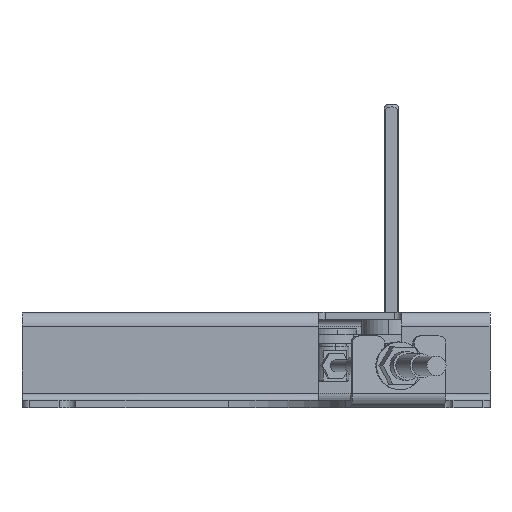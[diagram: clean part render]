
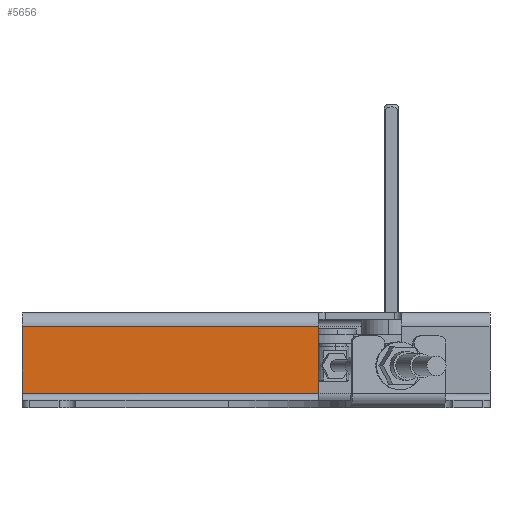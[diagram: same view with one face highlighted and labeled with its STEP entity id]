
A CAD part, front view. The second image highlights one B-rep face of the part: STEP entity #5656.
In plain terms, the highlighted planar face has unit normal (0, -1, 0).
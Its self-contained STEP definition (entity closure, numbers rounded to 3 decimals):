
#712=DIRECTION('',(0.,0.,-1.));
#713=VECTOR('',#712,28.);
#714=CARTESIAN_POINT('',(-98.,-87.,-3.));
#715=LINE('',#714,#713);
#1173=DIRECTION('',(1.,0.,0.));
#1174=VECTOR('',#1173,124.);
#1175=CARTESIAN_POINT('',(-98.,-87.,-31.));
#1176=LINE('',#1175,#1174);
#1177=DIRECTION('',(0.,0.,-1.));
#1178=VECTOR('',#1177,28.);
#1179=CARTESIAN_POINT('',(26.,-87.,-3.));
#1180=LINE('',#1179,#1178);
#1181=DIRECTION('',(-1.,0.,0.));
#1182=VECTOR('',#1181,124.);
#1183=CARTESIAN_POINT('',(26.,-87.,-3.));
#1184=LINE('',#1183,#1182);
#3367=CARTESIAN_POINT('',(-98.,-87.,-3.));
#3368=VERTEX_POINT('',#3367);
#3369=CARTESIAN_POINT('',(-98.,-87.,-31.));
#3370=VERTEX_POINT('',#3369);
#3539=CARTESIAN_POINT('',(26.,-87.,-31.));
#3540=VERTEX_POINT('',#3539);
#3541=CARTESIAN_POINT('',(26.,-87.,-3.));
#3542=VERTEX_POINT('',#3541);
#5644=CARTESIAN_POINT('',(-98.,-87.,-3.));
#5645=DIRECTION('',(0.,-1.,0.));
#5646=DIRECTION('',(0.,0.,1.));
#5647=AXIS2_PLACEMENT_3D('',#5644,#5645,#5646);
#5648=PLANE('',#5647);
#5649=ORIENTED_EDGE('',*,*,#5519,.T.);
#5650=ORIENTED_EDGE('',*,*,#5630,.F.);
#5651=ORIENTED_EDGE('',*,*,#5161,.F.);
#5653=ORIENTED_EDGE('',*,*,#5652,.F.);
#5654=EDGE_LOOP('',(#5649,#5650,#5651,#5653));
#5655=FACE_OUTER_BOUND('',#5654,.F.);
#5161=EDGE_CURVE('',#3368,#3370,#715,.T.);
#5519=EDGE_CURVE('',#3542,#3540,#1180,.T.);
#5630=EDGE_CURVE('',#3370,#3540,#1176,.T.);
#5652=EDGE_CURVE('',#3542,#3368,#1184,.T.);
#5656=ADVANCED_FACE('',(#5655),#5648,.T.);
